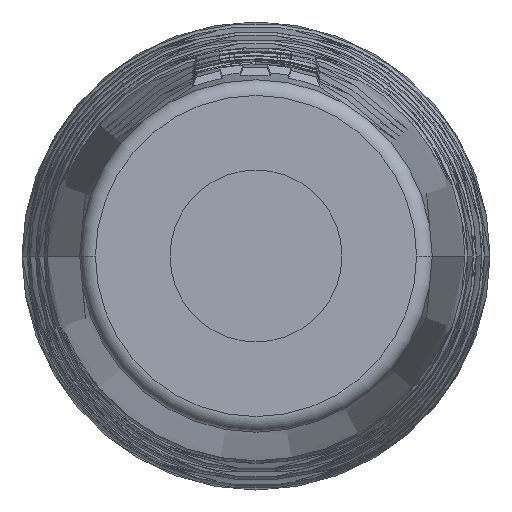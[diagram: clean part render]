
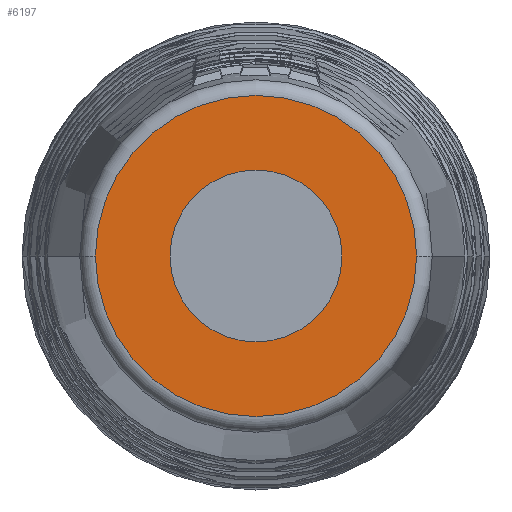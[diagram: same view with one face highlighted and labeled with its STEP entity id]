
A CAD part, front view. The second image highlights one B-rep face of the part: STEP entity #6197.
In plain terms, the highlighted face is planar.
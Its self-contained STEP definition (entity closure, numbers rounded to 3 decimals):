
#532=CARTESIAN_POINT('',(28.,0.,0.));
#533=DIRECTION('',(-1.,0.,0.));
#534=DIRECTION('',(0.,0.,1.));
#535=AXIS2_PLACEMENT_3D('',#532,#533,#534);
#541=CARTESIAN_POINT('',(28.,0.,0.));
#542=DIRECTION('',(1.,0.,0.));
#543=DIRECTION('',(0.,0.,1.));
#544=AXIS2_PLACEMENT_3D('',#541,#542,#543);
#549=CARTESIAN_POINT('',(28.,0.,0.));
#550=DIRECTION('',(1.,0.,0.));
#551=DIRECTION('',(0.,0.,-1.));
#552=AXIS2_PLACEMENT_3D('',#549,#550,#551);
#557=CARTESIAN_POINT('',(28.,0.,0.));
#558=DIRECTION('',(1.,0.,0.));
#559=DIRECTION('',(0.,0.,1.));
#560=AXIS2_PLACEMENT_3D('',#557,#558,#559);
#5975=CARTESIAN_POINT('',(28.,0.,
2.055));
#5976=VERTEX_POINT('',#5975);
#5977=CARTESIAN_POINT('',(28.,0.,
-2.055));
#5978=VERTEX_POINT('',#5977);
#5983=CARTESIAN_POINT('',(28.,0.,-1.1));
#5984=CARTESIAN_POINT('',(28.,0.,1.1));
#5985=VERTEX_POINT('',#5983);
#5986=VERTEX_POINT('',#5984);
#6180=CARTESIAN_POINT('',(28.,0.,0.));
#6181=DIRECTION('',(1.,0.,0.));
#6182=DIRECTION('',(0.,0.,1.));
#6183=AXIS2_PLACEMENT_3D('',#6180,#6181,#6182);
#6184=PLANE('',#6183);
#6186=ORIENTED_EDGE('',*,*,#6185,.T.);
#6188=ORIENTED_EDGE('',*,*,#6187,.F.);
#6189=EDGE_LOOP('',(#6186,#6188));
#6190=FACE_OUTER_BOUND('',#6189,.F.);
#6192=ORIENTED_EDGE('',*,*,#6191,.T.);
#6194=ORIENTED_EDGE('',*,*,#6193,.T.);
#6195=EDGE_LOOP('',(#6192,#6194));
#6196=FACE_BOUND('',#6195,.F.);
#536=CIRCLE('',#535,2.055);
#545=CIRCLE('',#544,2.055);
#553=CIRCLE('',#552,1.1);
#561=CIRCLE('',#560,1.1);
#6185=EDGE_CURVE('',#5976,#5978,#536,.T.);
#6187=EDGE_CURVE('',#5976,#5978,#545,.T.);
#6191=EDGE_CURVE('',#5985,#5986,#553,.T.);
#6193=EDGE_CURVE('',#5986,#5985,#561,.T.);
#6197=ADVANCED_FACE('',(#6190,#6196),#6184,.T.);
